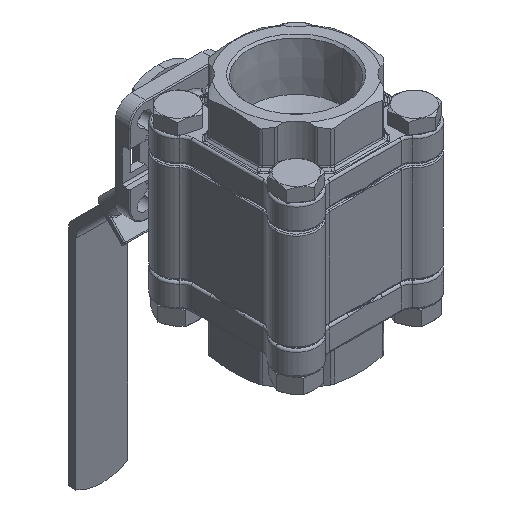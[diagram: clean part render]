
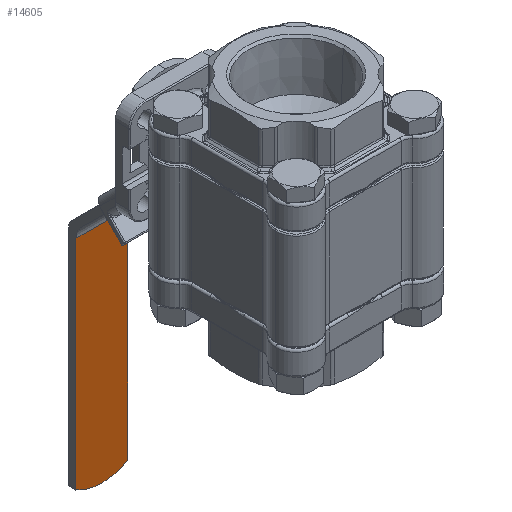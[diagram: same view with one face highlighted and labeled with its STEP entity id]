
A CAD part, isometric view. The second image highlights one B-rep face of the part: STEP entity #14605.
In plain terms, the highlighted planar face has unit normal (0, -1, 0).
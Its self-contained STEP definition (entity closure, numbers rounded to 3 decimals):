
#1912 = CARTESIAN_POINT ( 'NONE',  ( 54.214, 29.1, -12.5 ) ) ;
#2308 = CARTESIAN_POINT ( 'NONE',  ( 54.214, 29.1, 12.5 ) ) ;
#2313 = DIRECTION ( 'NONE',  ( 1., 0., 0. ) ) ;
#2314 = CARTESIAN_POINT ( 'NONE',  ( 163., 29.1, -12.5 ) ) ;
#2322 = LINE ( 'NONE', #2314, #2524 ) ;
#2364 = DIRECTION ( 'NONE',  ( 1., 0., 0. ) ) ;
#2366 = VECTOR ( 'NONE', #2364, 1000. ) ;
#2380 = CARTESIAN_POINT ( 'NONE',  ( 159.651, 29.1, 12.5 ) ) ;
#2494 = CARTESIAN_POINT ( 'NONE',  ( 163., 29.1, 12.5 ) ) ;
#2495 = LINE ( 'NONE', #2494, #2366 ) ;
#2512 = CARTESIAN_POINT ( 'NONE',  ( 159.651, 29.1, -12.5 ) ) ;
#2524 = VECTOR ( 'NONE', #2313, 1000. ) ;
#2599 = DIRECTION ( 'NONE',  ( -1., 0., 0. ) ) ;
#2600 = DIRECTION ( 'NONE',  ( 0., 1., 0. ) ) ;
#2601 = CARTESIAN_POINT ( 'NONE',  ( 163., 29.1, 12.5 ) ) ;
#2603 = AXIS2_PLACEMENT_3D ( 'NONE', #2601, #2600, #2599 ) ;
#2607 = PLANE ( 'NONE',  #2603 ) ;
#2608 = FACE_OUTER_BOUND ( 'NONE', #14626, .T. ) ;
#2740 = DIRECTION ( 'NONE',  ( 0., 0., -1. ) ) ;
#2741 = VECTOR ( 'NONE', #2740, 1000. ) ;
#2743 = CARTESIAN_POINT ( 'NONE',  ( 54.214, 29.1, 12.5 ) ) ;
#2765 = LINE ( 'NONE', #2743, #2741 ) ;
#3139 = CIRCLE ( 'NONE', #3168, 25. ) ;
#3162 = DIRECTION ( 'NONE',  ( -1., 0., 0. ) ) ;
#3164 = DIRECTION ( 'NONE',  ( 0., -1., 0. ) ) ;
#3166 = CARTESIAN_POINT ( 'NONE',  ( 138., 29.1, 0. ) ) ;
#3168 = AXIS2_PLACEMENT_3D ( 'NONE', #3166, #3164, #3162 ) ;
#14476 = VERTEX_POINT ( 'NONE', #1912 ) ;
#14485 = EDGE_CURVE ( 'NONE', #14501, #14560, #2495, .T. ) ;
#14501 = VERTEX_POINT ( 'NONE', #2308 ) ;
#14523 = EDGE_CURVE ( 'NONE', #14476, #14527, #2322, .T. ) ;
#14527 = VERTEX_POINT ( 'NONE', #2512 ) ;
#14560 = VERTEX_POINT ( 'NONE', #2380 ) ;
#14605 = ADVANCED_FACE ( 'NONE', ( #2608 ), #2607, .F. ) ;
#14626 = EDGE_LOOP ( 'NONE', ( #14737, #14765, #14736, #14739 ) ) ;
#14675 = EDGE_CURVE ( 'NONE', #14501, #14476, #2765, .T. ) ;
#14736 = ORIENTED_EDGE ( 'NONE', *, *, #14485, .F. ) ;
#14737 = ORIENTED_EDGE ( 'NONE', *, *, #14523, .T. ) ;
#14739 = ORIENTED_EDGE ( 'NONE', *, *, #14675, .T. ) ;
#14765 = ORIENTED_EDGE ( 'NONE', *, *, #14766, .T. ) ;
#14766 = EDGE_CURVE ( 'NONE', #14527, #14560, #3139, .T. ) ;
